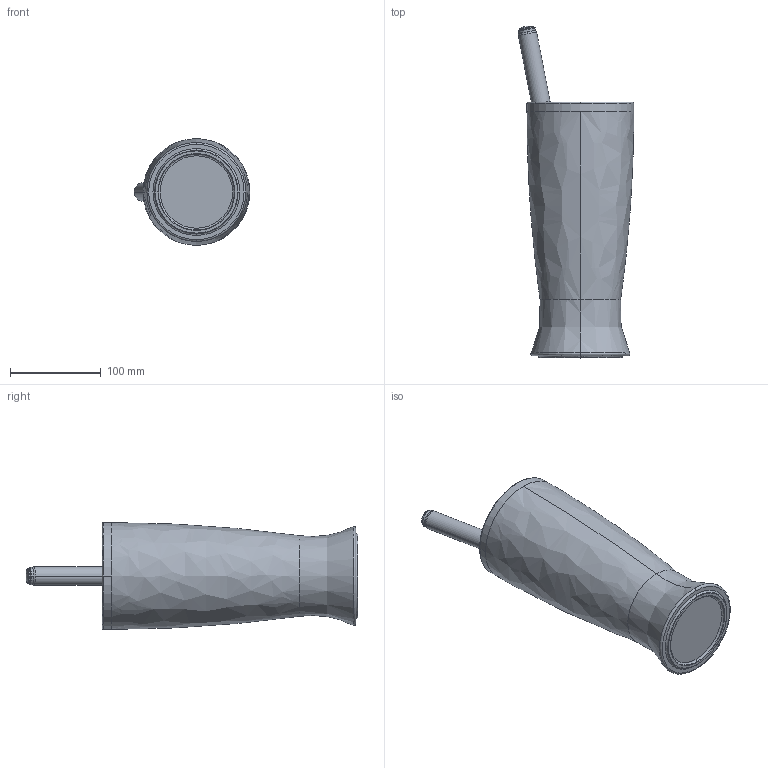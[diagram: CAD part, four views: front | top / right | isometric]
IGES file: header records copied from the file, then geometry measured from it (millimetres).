
Global section: file name: No Iges File Name specified; native system: Autodesk Inventor 2010; preprocessor: AutoDesk Inventor Iges Exporter R2010; author: adaniels; date: 20101022.135756; units: millimetre
Bounding box: 127.69 x 366.79 x 118 mm (x, y, z)
Volume: 556623.4 mm3; surface area: 275702.2 mm2
Topology: 102 solids, 102 shells, 968 faces, 2102 edges, 1358 vertices
Faces by surface type: cylinder 284, plane 207, cone 196, revolution 186, bspline 66, torus 26, sphere 3
